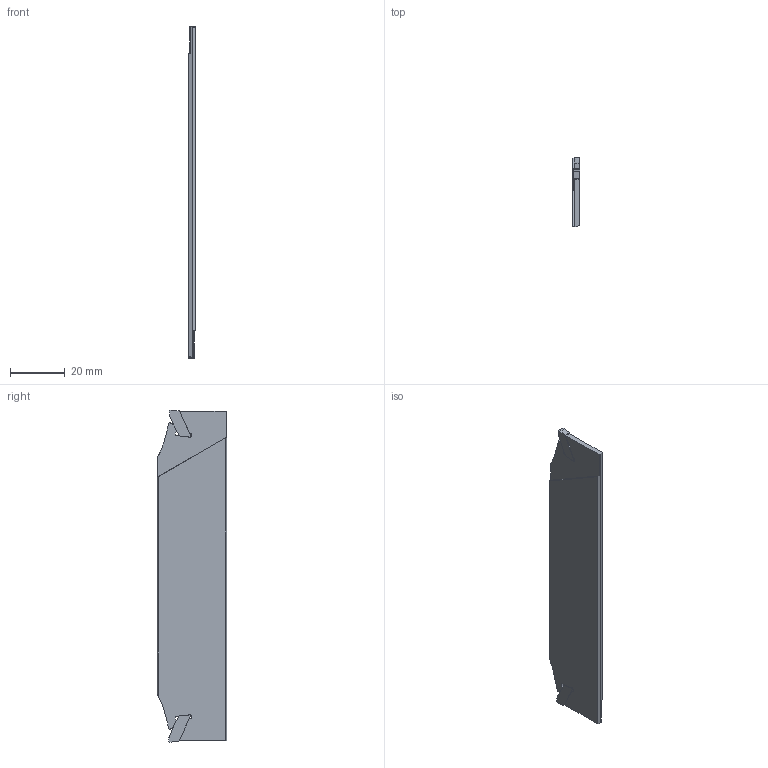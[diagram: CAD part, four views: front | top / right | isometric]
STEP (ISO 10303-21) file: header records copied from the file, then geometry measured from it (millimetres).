
FILE_DESCRIPTION(/* description */ (''),/* implementation_level */ '2;1');
FILE_NAME(/* name */ '150.10A-20-2LJETI.stp',/* time_stamp */ '2018-03-29T15:45:54+05:00',/* author */ (''),/* organization */ (''),/* preprocessor_version */ 'ST-DEVELOPER v16',/* originating_system */ 'SIEMENS PLM Software NX 11.0',/* authorisation */ '');
FILE_SCHEMA (('AUTOMOTIVE_DESIGN { 1 0 10303 214 3 1 1 1 }'));
Length unit declared in the file: millimetre
Products named in the file (1): 150.10A-20-2LJETI
Bounding box: 2.84 x 25.26 x 121.04 mm (x, y, z)
Volume: 6538.8 mm3; surface area: 6579 mm2
Topology: 3 solids, 3 shells, 82 faces, 214 edges, 138 vertices
Faces by surface type: plane 70, cylinder 8, cone 4
Entity records: 2550 total; most frequent: CARTESIAN_POINT 439, ORIENTED_EDGE 428, DIRECTION 412, EDGE_CURVE 214, LINE 190, VECTOR 190, VERTEX_POINT 138, AXIS2_PLACEMENT_3D 111
